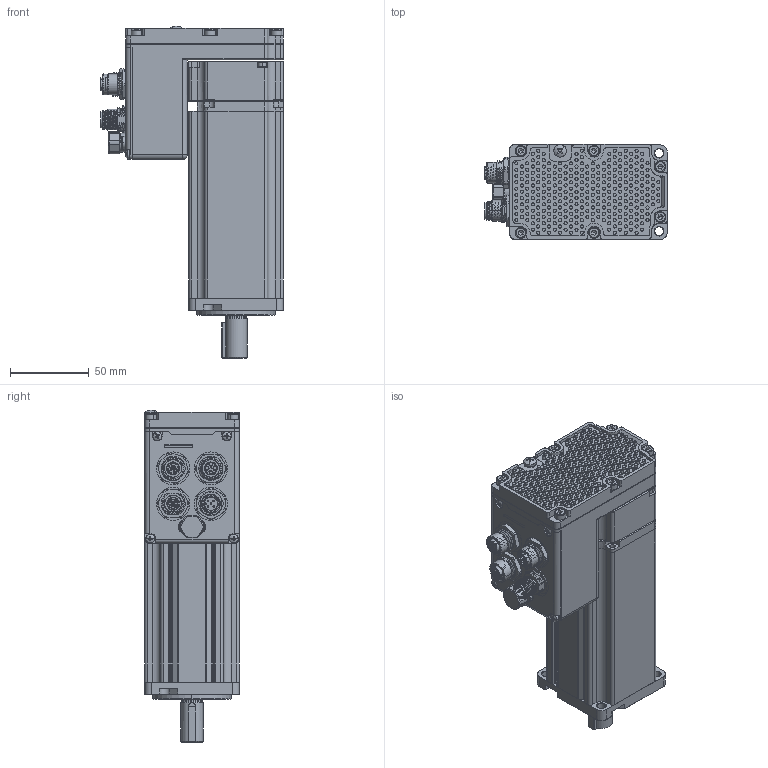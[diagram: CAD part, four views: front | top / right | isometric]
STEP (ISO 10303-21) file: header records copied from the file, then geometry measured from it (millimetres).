
FILE_DESCRIPTION (( 'STEP AP203' ), '1' );
FILE_NAME ('MDX+60-400W Fraba&棠晤 IP65 RC 湍价陬.STEP', '2022-12-14T03:21:10', ( '' ), ( '' ), 'SwSTEP 2.0', 'SolidWorks 2015', '' );
FILE_SCHEMA (( 'CONFIG_CONTROL_DESIGN' ));
Products named in the file (1): MDX+60-400W Fraba&棠晤 IP65 RC 湍价陬
Bounding box: 116.05 x 60.1 x 210.56 mm (x, y, z)
Surface area: 90379.3 mm2 (no closed solid volume)
Topology: 0 solids, 52 shells, 2239 faces, 5976 edges, 4023 vertices
Faces by surface type: cylinder 1140, plane 756, bspline 132, cone 124, torus 73, sphere 14
Entity records: 97892 total; most frequent: CARTESIAN_POINT 42471, DIRECTION 12064, ORIENTED_EDGE 10603, EDGE_CURVE 5943, AXIS2_PLACEMENT_3D 4796, VERTEX_POINT 4023, CIRCLE 2688, EDGE_LOOP 2684
